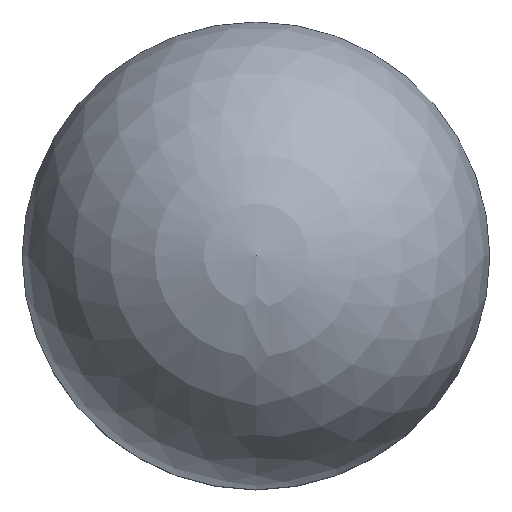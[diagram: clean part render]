
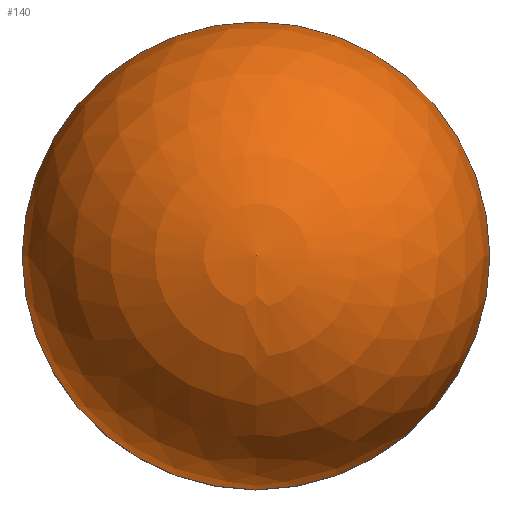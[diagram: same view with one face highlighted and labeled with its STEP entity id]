
A CAD part, top view. The second image highlights one B-rep face of the part: STEP entity #140.
In plain terms, the highlighted spherical face has radius 5.271 mm.
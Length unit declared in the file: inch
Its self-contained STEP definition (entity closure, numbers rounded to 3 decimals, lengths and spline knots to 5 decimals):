
#16=SPHERICAL_SURFACE('',#168,0.2075);
#31=FACE_OUTER_BOUND('',#42,.T.);
#42=EDGE_LOOP('',(#114,#115,#116));
#64=CIRCLE('',#169,0.2075);
#65=CIRCLE('',#170,0.2075);
#77=VERTEX_POINT('',#251);
#78=VERTEX_POINT('',#253);
#91=EDGE_CURVE('',#77,#77,#64,.T.);
#92=EDGE_CURVE('',#78,#77,#65,.T.);
#114=ORIENTED_EDGE('',*,*,#91,.F.);
#115=ORIENTED_EDGE('',*,*,#92,.F.);
#116=ORIENTED_EDGE('',*,*,#92,.T.);
#140=ADVANCED_FACE('',(#31),#16,.T.);
#168=AXIS2_PLACEMENT_3D('',#250,#203,#204);
#169=AXIS2_PLACEMENT_3D('',#252,#205,#206);
#170=AXIS2_PLACEMENT_3D('',#254,#207,#208);
#203=DIRECTION('center_axis',(0.,0.,1.));
#204=DIRECTION('ref_axis',(0.,1.,0.));
#205=DIRECTION('center_axis',(0.,0.,-1.));
#206=DIRECTION('ref_axis',(0.,1.,0.));
#207=DIRECTION('center_axis',(1.,0.,0.));
#208=DIRECTION('ref_axis',(0.,-1.,0.));
#250=CARTESIAN_POINT('Origin',(0.,0.,0.5115));
#251=CARTESIAN_POINT('',(0.,-0.2075,0.5115));
#252=CARTESIAN_POINT('Origin',(0.,0.,0.5115));
#253=CARTESIAN_POINT('',(0.,0.,0.719));
#254=CARTESIAN_POINT('Origin',(0.,0.,0.5115));
